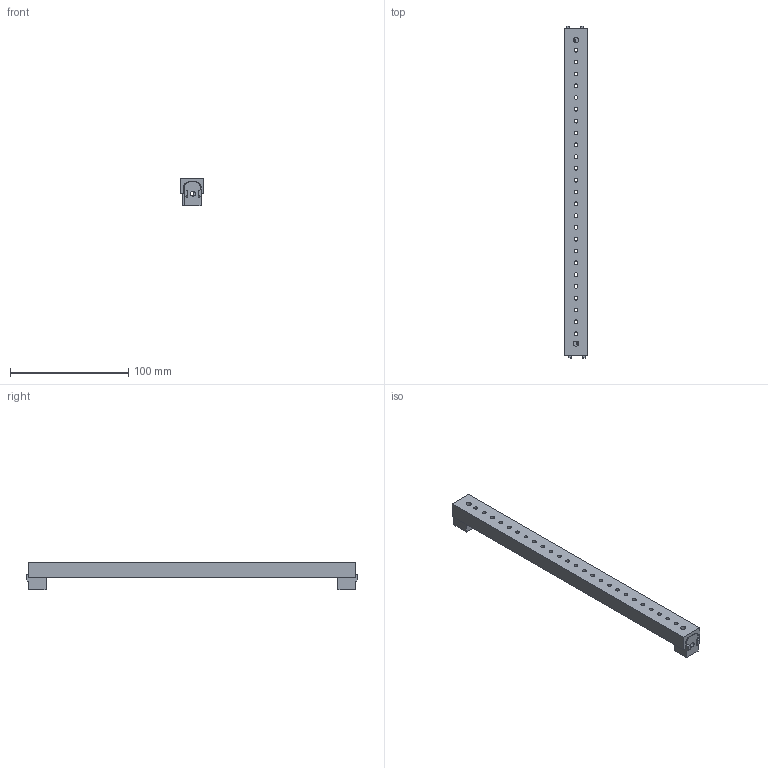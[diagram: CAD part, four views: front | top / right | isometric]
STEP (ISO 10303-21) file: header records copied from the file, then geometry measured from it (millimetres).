
FILE_DESCRIPTION(/* description */ (''),/* implementation_level */ '2;1');
FILE_NAME(/* name */ 'Support CI v11.stp',/* time_stamp */ '2020-12-05T18:12:00+01:00',/* author */ (''),/* organization */ (''),/* preprocessor_version */ 'ST-DEVELOPER v18.1',/* originating_system */ 'Autodesk Translation Framework v9.3.0.1241',/* authorisation */ '');
FILE_SCHEMA (('AUTOMOTIVE_DESIGN { 1 0 10303 214 3 1 1 }'));
Length unit declared in the file: millimetre
Products named in the file (3): Support CI; Support Electo; Equerre
Assembly tree (3 placements, depth 2):
  Support CI
    Support Electo
    Equerre  x2
Bounding box: 20 x 281.2 x 23 mm (x, y, z)
Volume: 41163.9 mm3; surface area: 27292.4 mm2
Topology: 3 solids, 3 shells, 83 faces, 227 edges, 152 vertices
Faces by surface type: plane 44, cylinder 39
Full cylindrical faces by diameter (mm): 1.5 x2, 3.2 x25, 4.2 x2, 4.5 x2, 10 x2
Entity records: 2231 total; most frequent: CARTESIAN_POINT 383, DIRECTION 368, ORIENTED_EDGE 338, EDGE_CURVE 169, AXIS2_PLACEMENT_3D 134, EDGE_LOOP 120, VERTEX_POINT 113, LINE 100
